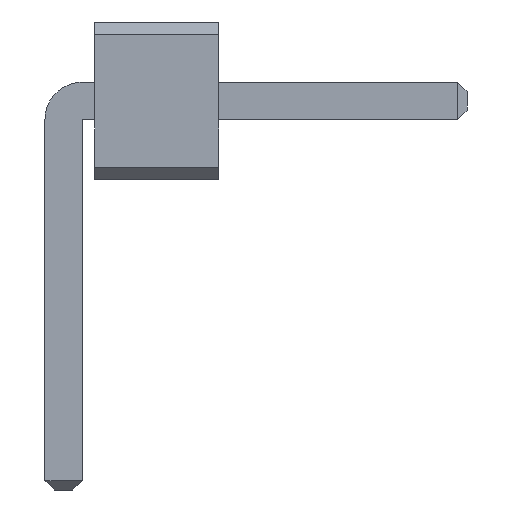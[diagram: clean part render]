
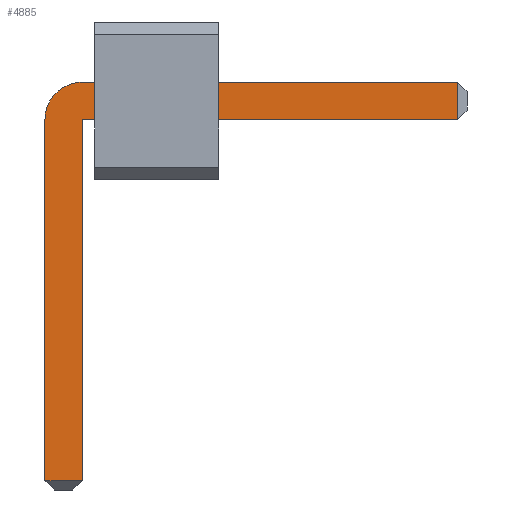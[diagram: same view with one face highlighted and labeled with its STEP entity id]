
A CAD part, front view. The second image highlights one B-rep face of the part: STEP entity #4885.
In plain terms, the highlighted planar face has unit normal (0, -1, 0).
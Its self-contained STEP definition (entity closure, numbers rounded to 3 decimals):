
#13=DIRECTION('',(0.,0.,1.));
#2221=VECTOR('',#13,1.);
#4656=DIRECTION('',(0.,0.,-1.));
#4688=VECTOR('',#4689,1.);
#4689=DIRECTION('',(1.,0.,0.));
#4695=VECTOR('',#4656,1.);
#4702=VECTOR('',#4703,1.);
#4703=DIRECTION('',(-1.,0.,0.));
#4724=DIRECTION('',(-0.,1.,0.));
#4728=DIRECTION('',(0.,1.,0.));
#4729=DIRECTION('',(0.,0.,1.));
#4736=VERTEX_POINT('',#4737);
#4737=CARTESIAN_POINT('',(0.15,-37.15,0.785));
#4739=ORIENTED_EDGE('',*,*,#4740,.T.);
#4740=EDGE_CURVE('',#4736,#4741,#4743,.T.);
#4741=VERTEX_POINT('',#4742);
#4742=CARTESIAN_POINT('',(3.175,-37.15,0.785));
#4743=LINE('',#4744,#4688);
#4744=CARTESIAN_POINT('',(-0.15,-37.15,0.785));
#4781=EDGE_CURVE('',#4782,#4736,#4784,.T.);
#4782=VERTEX_POINT('',#4783);
#4783=CARTESIAN_POINT('',(-0.15,-37.15,0.485));
#4784=CIRCLE('',#4785,0.3);
#4785=AXIS2_PLACEMENT_3D('',#4786,#4724,#4656);
#4786=CARTESIAN_POINT('',(0.15,-37.15,0.485));
#4798=VERTEX_POINT('',#4799);
#4799=CARTESIAN_POINT('',(3.175,-37.15,0.485));
#4801=ORIENTED_EDGE('',*,*,#4802,.T.);
#4802=EDGE_CURVE('',#4798,#4803,#4804,.T.);
#4803=VERTEX_POINT('',#4786);
#4804=LINE('',#4805,#4702);
#4805=CARTESIAN_POINT('',(3.25,-37.15,0.485));
#4817=VERTEX_POINT('',#4818);
#4818=CARTESIAN_POINT('',(-0.15,-37.15,-2.425));
#4820=ORIENTED_EDGE('',*,*,#4821,.T.);
#4821=EDGE_CURVE('',#4817,#4782,#4822,.T.);
#4822=LINE('',#4823,#2221);
#4823=CARTESIAN_POINT('',(-0.15,-37.15,-2.5));
#4831=ORIENTED_EDGE('',*,*,#4832,.T.);
#4832=EDGE_CURVE('',#4803,#4833,#4835,.T.);
#4833=VERTEX_POINT('',#4834);
#4834=CARTESIAN_POINT('',(0.15,-37.15,-2.425));
#4835=LINE('',#4786,#4695);
#4885=ADVANCED_FACE('',(#4886),#4895,.F.);
#4886=FACE_BOUND('',#4887,.F.);
#4887=EDGE_LOOP('',(#4739,#4888,#4801,#4831,#4891,#4820,#4894));
#4888=ORIENTED_EDGE('',*,*,#4889,.T.);
#4889=EDGE_CURVE('',#4741,#4798,#4890,.T.);
#4890=LINE('',#4742,#4695);
#4891=ORIENTED_EDGE('',*,*,#4892,.T.);
#4892=EDGE_CURVE('',#4833,#4817,#4893,.T.);
#4893=LINE('',#4834,#4702);
#4894=ORIENTED_EDGE('',*,*,#4781,.T.);
#4895=PLANE('',#4896);
#4896=AXIS2_PLACEMENT_3D('',#4897,#4728,#4729);
#4897=CARTESIAN_POINT('',(0.858,-37.15,-0.165));
